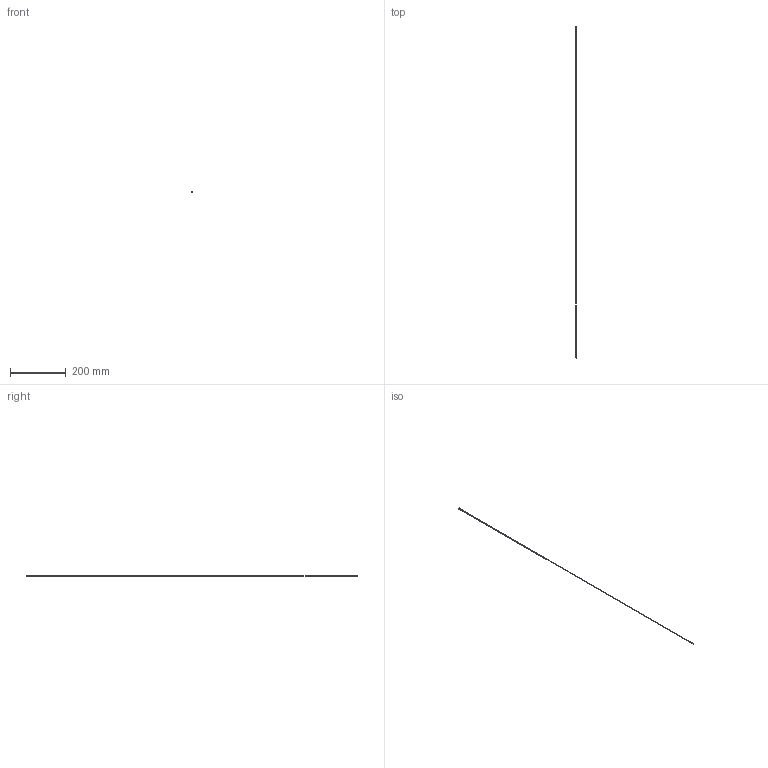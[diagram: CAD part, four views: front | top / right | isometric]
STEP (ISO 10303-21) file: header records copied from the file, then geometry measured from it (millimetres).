
FILE_DESCRIPTION (( 'STEP AP203' ), '1' );
FILE_NAME ('2288-B.STEP', '2015-12-17T14:07:13', ( '' ), ( '' ), 'SwSTEP 2.0', 'SolidWorks 2015', '' );
FILE_SCHEMA (( 'CONFIG_CONTROL_DESIGN' ));
Length unit declared in the file: millimetre
Products named in the file (1): 2288-B
Bounding box: 4.5 x 1186 x 4.5 mm (x, y, z)
Volume: 5024.8 mm3; surface area: 10762.9 mm2
Topology: 1 solids, 1 shells, 25 faces, 59 edges, 38 vertices
Faces by surface type: plane 15, cylinder 8, cone 2
Entity records: 810 total; most frequent: DIRECTION 143, CARTESIAN_POINT 123, ORIENTED_EDGE 118, EDGE_CURVE 59, AXIS2_PLACEMENT_3D 58, VERTEX_POINT 38, CIRCLE 32, LINE 27
